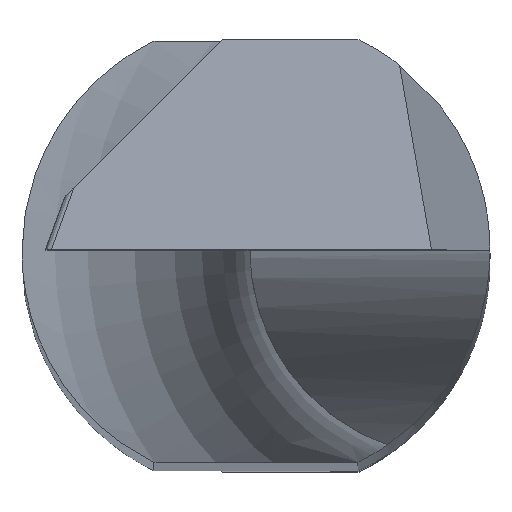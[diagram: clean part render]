
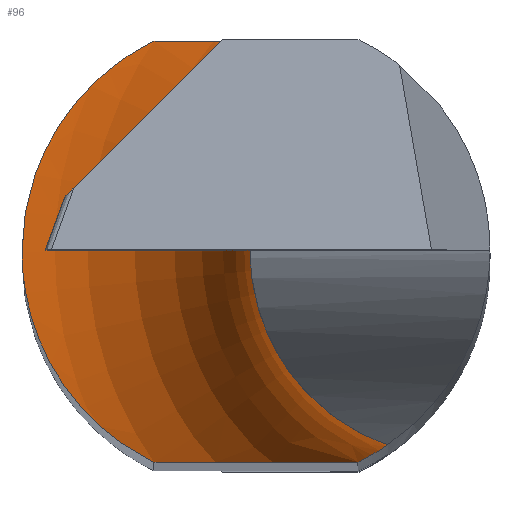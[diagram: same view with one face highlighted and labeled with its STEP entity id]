
A CAD part, top view. The second image highlights one B-rep face of the part: STEP entity #96.
In plain terms, the highlighted toroidal (fillet/blend) face has major radius 3.75 mm and minor radius 2 mm.
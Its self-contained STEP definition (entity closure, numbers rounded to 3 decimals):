
#30=TOROIDAL_SURFACE('',#927,3.75,2.);
#96=ADVANCED_FACE('',(#142),#30,.F.);
#142=FACE_OUTER_BOUND('',#181,.T.);
#181=EDGE_LOOP('',(#340,#341,#342,#343,#344,#345,#346,#347));
#203=CIRCLE('',#925,1.75);
#204=CIRCLE('',#926,1.75);
#340=ORIENTED_EDGE('',*,*,#587,.F.);
#341=ORIENTED_EDGE('',*,*,#588,.F.);
#342=ORIENTED_EDGE('',*,*,#589,.F.);
#343=ORIENTED_EDGE('',*,*,#590,.F.);
#344=ORIENTED_EDGE('',*,*,#562,.F.);
#345=ORIENTED_EDGE('',*,*,#591,.F.);
#346=ORIENTED_EDGE('',*,*,#592,.F.);
#347=ORIENTED_EDGE('',*,*,#552,.F.);
#464=VERTEX_POINT('',#1441);
#465=VERTEX_POINT('',#1449);
#474=VERTEX_POINT('',#1494);
#475=VERTEX_POINT('',#1502);
#491=VERTEX_POINT('',#1655);
#492=VERTEX_POINT('',#1677);
#493=VERTEX_POINT('',#1691);
#494=VERTEX_POINT('',#1697);
#552=EDGE_CURVE('',#464,#465,#646,.T.);
#562=EDGE_CURVE('',#474,#475,#650,.T.);
#587=EDGE_CURVE('',#491,#464,#664,.T.);
#588=EDGE_CURVE('',#492,#491,#665,.T.);
#589=EDGE_CURVE('',#493,#492,#666,.T.);
#590=EDGE_CURVE('',#475,#493,#667,.T.);
#591=EDGE_CURVE('',#494,#474,#203,.T.);
#592=EDGE_CURVE('',#465,#494,#204,.T.);
#646=B_SPLINE_CURVE_WITH_KNOTS('',3,(#1442,#1443,#1444,#1445,#1446,#1447,
#1448),.UNSPECIFIED.,.F.,.F.,(4,3,4),(0.,0.566,1.),
 .UNSPECIFIED.);
#650=B_SPLINE_CURVE_WITH_KNOTS('',3,(#1495,#1496,#1497,#1498,#1499,#1500,
#1501),.UNSPECIFIED.,.F.,.F.,(4,3,4),(0.,0.562,1.),
 .UNSPECIFIED.);
#664=B_SPLINE_CURVE_WITH_KNOTS('',3,(#1656,#1657,#1658,#1659,#1660,#1661,
#1662),.UNSPECIFIED.,.F.,.F.,(4,3,4),(0.,0.598,1.),
 .UNSPECIFIED.);
#665=B_SPLINE_CURVE_WITH_KNOTS('',3,(#1664,#1665,#1666,#1667,#1668,#1669,
#1670,#1671,#1672,#1673,#1674,#1675,#1676),.UNSPECIFIED.,.F.,.F.,(4,3,3,
3,4),(0.,0.301,0.602,0.902,1.),
 .UNSPECIFIED.);
#666=B_SPLINE_CURVE_WITH_KNOTS('',3,(#1678,#1679,#1680,#1681,#1682,#1683,
#1684,#1685,#1686,#1687,#1688,#1689,#1690),.UNSPECIFIED.,.F.,.F.,(4,3,3,
3,4),(0.,0.293,0.586,0.885,1.),
 .UNSPECIFIED.);
#667=B_SPLINE_CURVE_WITH_KNOTS('',3,(#1692,#1693,#1694,#1695),
 .UNSPECIFIED.,.F.,.F.,(4,4),(0.,1.),.UNSPECIFIED.);
#925=AXIS2_PLACEMENT_3D('',#1696,#1053,#1054);
#926=AXIS2_PLACEMENT_3D('',#1698,#1055,#1056);
#927=AXIS2_PLACEMENT_3D('',#1699,#1057,#1058);
#1053=DIRECTION('',(0.,0.,1.));
#1054=DIRECTION('',(-1.,0.,0.));
#1055=DIRECTION('',(0.,0.,1.));
#1056=DIRECTION('',(-0.328,0.945,0.));
#1057=DIRECTION('',(0.,0.,-1.));
#1058=DIRECTION('',(-1.,0.,0.));
#1441=CARTESIAN_POINT('',(0.872,1.8,21.816));
#1442=CARTESIAN_POINT('',(0.872,1.8,21.816));
#1443=CARTESIAN_POINT('',(0.966,1.754,21.969));
#1444=CARTESIAN_POINT('',(1.036,1.711,22.143));
#1445=CARTESIAN_POINT('',(1.078,1.685,22.323));
#1446=CARTESIAN_POINT('',(1.11,1.664,22.461));
#1447=CARTESIAN_POINT('',(1.126,1.653,22.606));
#1448=CARTESIAN_POINT('',(1.126,1.653,22.749));
#1449=CARTESIAN_POINT('',(1.126,1.653,22.749));
#1494=CARTESIAN_POINT('',(1.126,-1.653,22.749));
#1495=CARTESIAN_POINT('',(1.126,-1.653,22.749));
#1496=CARTESIAN_POINT('',(1.126,-1.653,22.564));
#1497=CARTESIAN_POINT('',(1.099,-1.672,22.377));
#1498=CARTESIAN_POINT('',(1.046,-1.705,22.203));
#1499=CARTESIAN_POINT('',(1.004,-1.73,22.066));
#1500=CARTESIAN_POINT('',(0.945,-1.764,21.935));
#1501=CARTESIAN_POINT('',(0.872,-1.8,21.816));
#1502=CARTESIAN_POINT('',(0.872,-1.8,21.816));
#1655=CARTESIAN_POINT('',(-0.872,1.8,20.845));
#1656=CARTESIAN_POINT('',(-0.872,1.8,20.845));
#1657=CARTESIAN_POINT('',(-0.487,1.8,20.946));
#1658=CARTESIAN_POINT('',(-0.119,1.8,21.124));
#1659=CARTESIAN_POINT('',(0.216,1.8,21.338));
#1660=CARTESIAN_POINT('',(0.444,1.8,21.484));
#1661=CARTESIAN_POINT('',(0.66,1.8,21.648));
#1662=CARTESIAN_POINT('',(0.872,1.8,21.816));
#1664=CARTESIAN_POINT('',(-2.,0.,20.75));
#1665=CARTESIAN_POINT('',(-2.,0.224,20.75));
#1666=CARTESIAN_POINT('',(-1.961,0.451,20.75));
#1667=CARTESIAN_POINT('',(-1.887,0.662,20.752));
#1668=CARTESIAN_POINT('',(-1.813,0.873,20.754));
#1669=CARTESIAN_POINT('',(-1.702,1.074,20.757));
#1670=CARTESIAN_POINT('',(-1.562,1.249,20.766));
#1671=CARTESIAN_POINT('',(-1.423,1.423,20.775));
#1672=CARTESIAN_POINT('',(-1.252,1.575,20.789));
#1673=CARTESIAN_POINT('',(-1.065,1.693,20.815));
#1674=CARTESIAN_POINT('',(-1.002,1.732,20.824));
#1675=CARTESIAN_POINT('',(-0.938,1.768,20.834));
#1676=CARTESIAN_POINT('',(-0.872,1.8,20.845));
#1677=CARTESIAN_POINT('',(-2.,0.,20.75));
#1678=CARTESIAN_POINT('',(-0.872,-1.8,20.845));
#1679=CARTESIAN_POINT('',(-1.066,-1.706,20.811));
#1680=CARTESIAN_POINT('',(-1.249,-1.577,20.791));
#1681=CARTESIAN_POINT('',(-1.404,-1.425,20.778));
#1682=CARTESIAN_POINT('',(-1.559,-1.272,20.765));
#1683=CARTESIAN_POINT('',(-1.69,-1.091,20.758));
#1684=CARTESIAN_POINT('',(-1.788,-0.896,20.755));
#1685=CARTESIAN_POINT('',(-1.888,-0.697,20.751));
#1686=CARTESIAN_POINT('',(-1.954,-0.479,20.751));
#1687=CARTESIAN_POINT('',(-1.983,-0.259,20.75));
#1688=CARTESIAN_POINT('',(-1.994,-0.173,20.75));
#1689=CARTESIAN_POINT('',(-2.,-0.087,20.75));
#1690=CARTESIAN_POINT('',(-2.,0.,20.75));
#1691=CARTESIAN_POINT('',(-0.872,-1.8,20.845));
#1692=CARTESIAN_POINT('',(0.872,-1.8,21.816));
#1693=CARTESIAN_POINT('',(0.346,-1.8,21.399));
#1694=CARTESIAN_POINT('',(-0.217,-1.8,21.017));
#1695=CARTESIAN_POINT('',(-0.872,-1.8,20.845));
#1696=CARTESIAN_POINT('',(1.7,0.,22.749));
#1697=CARTESIAN_POINT('',(-0.05,0.,22.749));
#1698=CARTESIAN_POINT('',(1.7,0.,22.749));
#1699=CARTESIAN_POINT('',(1.7,0.,22.749));
